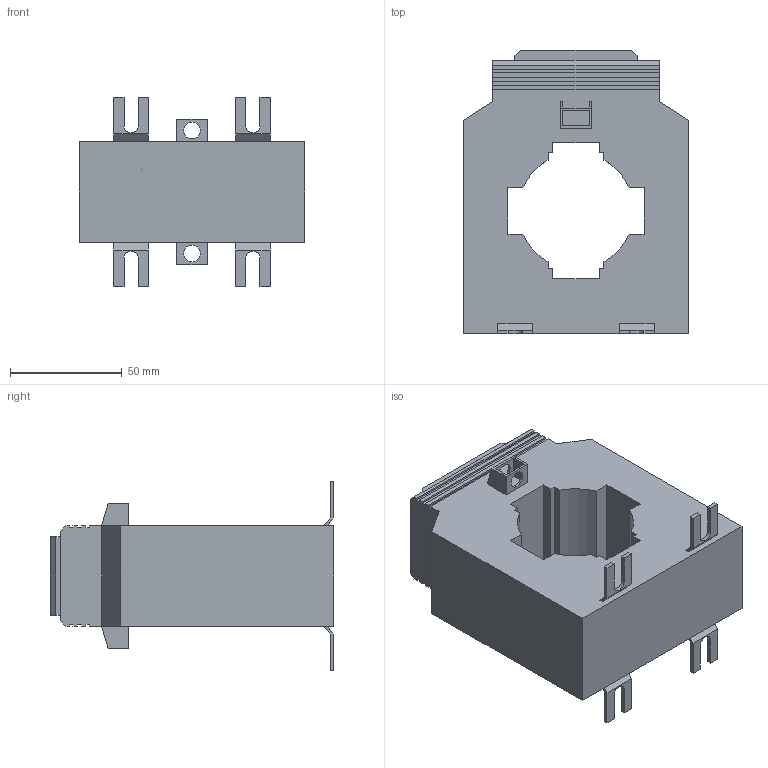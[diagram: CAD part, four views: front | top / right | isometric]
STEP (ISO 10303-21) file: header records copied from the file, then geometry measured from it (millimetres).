
FILE_DESCRIPTION(/* description */ (''),/* implementation_level */ '2;1');
FILE_NAME(/* name */ '3d_DM3TP0500FKIT.stp',/* time_stamp */ '2018-08-24T14:37:06+02:00',/* author */ ('Andrzej'),/* organization */ (''),/* preprocessor_version */ 'ST-DEVELOPER v16.13',/* originating_system */ 'AutoCAD Mechanical',/* authorisation */ '');
FILE_SCHEMA (('AUTOMOTIVE_DESIGN { 1 0 10303 214 3 1 1 }'));
Length unit declared in the file: millimetre
Products named in the file (1): Product
Bounding box: 101 x 127 x 85 mm (x, y, z)
Volume: 422753.3 mm3; surface area: 52691 mm2
Topology: 1 solids, 1 shells, 143 faces, 392 edges, 260 vertices
Faces by surface type: plane 131, cylinder 12
Full cylindrical faces by diameter (mm): 7.5 x4
Entity records: 4481 total; most frequent: CARTESIAN_POINT 792, ORIENTED_EDGE 776, DIRECTION 700, EDGE_CURVE 388, LINE 364, VECTOR 364, VERTEX_POINT 260, AXIS2_PLACEMENT_3D 168
